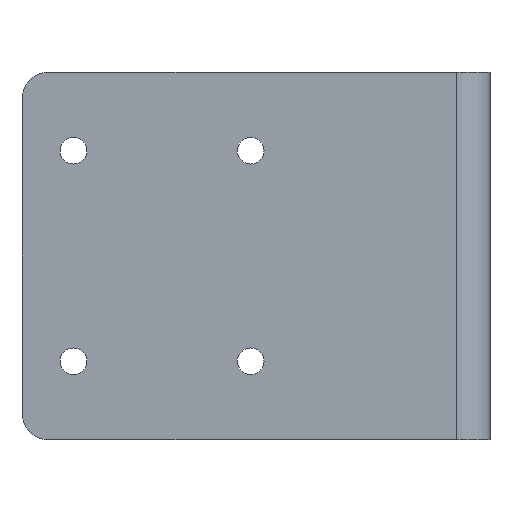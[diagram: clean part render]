
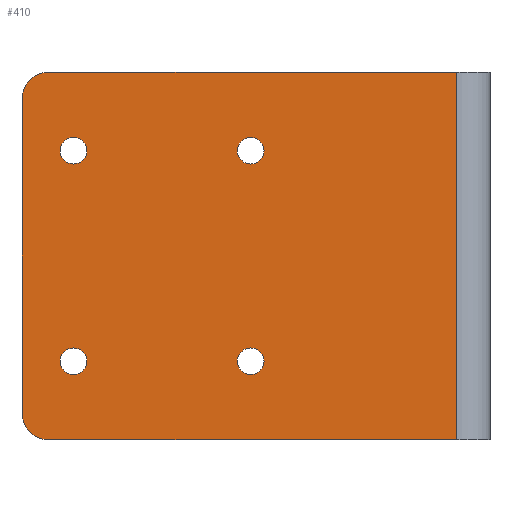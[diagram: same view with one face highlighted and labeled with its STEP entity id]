
A CAD part, left-side view. The second image highlights one B-rep face of the part: STEP entity #410.
In plain terms, the highlighted planar face has unit normal (-1, 0, 0).
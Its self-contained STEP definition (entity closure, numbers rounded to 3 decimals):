
#38=CIRCLE('',#450,2.);
#39=CIRCLE('',#451,2.);
#40=CIRCLE('',#452,2.);
#41=CIRCLE('',#453,2.);
#42=CIRCLE('',#454,4.);
#43=CIRCLE('',#455,4.);
#86=ORIENTED_EDGE('',*,*,#190,.T.);
#87=ORIENTED_EDGE('',*,*,#191,.T.);
#88=ORIENTED_EDGE('',*,*,#192,.T.);
#89=ORIENTED_EDGE('',*,*,#193,.T.);
#90=ORIENTED_EDGE('',*,*,#175,.F.);
#91=ORIENTED_EDGE('',*,*,#194,.F.);
#92=ORIENTED_EDGE('',*,*,#166,.T.);
#93=ORIENTED_EDGE('',*,*,#195,.F.);
#94=ORIENTED_EDGE('',*,*,#182,.T.);
#95=ORIENTED_EDGE('',*,*,#196,.F.);
#166=EDGE_CURVE('',#218,#219,#258,.T.);
#175=EDGE_CURVE('',#227,#228,#267,.T.);
#182=EDGE_CURVE('',#234,#235,#272,.T.);
#190=EDGE_CURVE('',#242,#242,#38,.T.);
#191=EDGE_CURVE('',#243,#243,#39,.T.);
#192=EDGE_CURVE('',#244,#244,#40,.T.);
#193=EDGE_CURVE('',#245,#245,#41,.T.);
#194=EDGE_CURVE('',#218,#227,#42,.T.);
#195=EDGE_CURVE('',#234,#219,#43,.T.);
#196=EDGE_CURVE('',#228,#235,#278,.T.);
#218=VERTEX_POINT('',#620);
#219=VERTEX_POINT('',#621);
#227=VERTEX_POINT('',#639);
#228=VERTEX_POINT('',#641);
#234=VERTEX_POINT('',#655);
#235=VERTEX_POINT('',#656);
#242=VERTEX_POINT('',#672);
#243=VERTEX_POINT('',#674);
#244=VERTEX_POINT('',#676);
#245=VERTEX_POINT('',#678);
#258=LINE('',#619,#282);
#267=LINE('',#640,#291);
#272=LINE('',#654,#296);
#278=LINE('',#681,#302);
#282=VECTOR('',#495,1000.);
#291=VECTOR('',#508,1000.);
#296=VECTOR('',#519,1000.);
#302=VECTOR('',#543,1000.);
#310=EDGE_LOOP('',(#86));
#311=EDGE_LOOP('',(#87));
#312=EDGE_LOOP('',(#88));
#313=EDGE_LOOP('',(#89));
#314=EDGE_LOOP('',(#90,#91,#92,#93,#94,#95));
#356=FACE_BOUND('',#310,.T.);
#357=FACE_BOUND('',#311,.T.);
#358=FACE_BOUND('',#312,.T.);
#359=FACE_BOUND('',#313,.T.);
#360=FACE_BOUND('',#314,.T.);
#402=PLANE('',#449);
#410=ADVANCED_FACE('',(#356,#357,#358,#359,#360),#402,.F.);
#449=AXIS2_PLACEMENT_3D('',#670,#529,#530);
#450=AXIS2_PLACEMENT_3D('',#671,#531,#532);
#451=AXIS2_PLACEMENT_3D('',#673,#533,#534);
#452=AXIS2_PLACEMENT_3D('',#675,#535,#536);
#453=AXIS2_PLACEMENT_3D('',#677,#537,#538);
#454=AXIS2_PLACEMENT_3D('',#679,#539,#540);
#455=AXIS2_PLACEMENT_3D('',#680,#541,#542);
#495=DIRECTION('',(0.,0.,-1.));
#508=DIRECTION('',(0.,-1.,0.));
#519=DIRECTION('',(0.,-1.,0.));
#529=DIRECTION('',(1.,0.,0.));
#530=DIRECTION('',(0.,0.,-1.));
#531=DIRECTION('',(1.,0.,0.));
#532=DIRECTION('',(0.,0.,-1.));
#533=DIRECTION('',(1.,0.,0.));
#534=DIRECTION('',(0.,0.,-1.));
#535=DIRECTION('',(1.,0.,0.));
#536=DIRECTION('',(0.,0.,-1.));
#537=DIRECTION('',(1.,0.,0.));
#538=DIRECTION('',(0.,0.,-1.));
#539=DIRECTION('',(1.,0.,0.));
#540=DIRECTION('',(0.,0.,-1.));
#541=DIRECTION('',(1.,0.,0.));
#542=DIRECTION('',(0.,0.,-1.));
#543=DIRECTION('',(0.,0.,-1.));
#619=CARTESIAN_POINT('',(0.,70.,27.5));
#620=CARTESIAN_POINT('',(0.,70.,23.5));
#621=CARTESIAN_POINT('',(0.,70.,-23.5));
#639=CARTESIAN_POINT('',(0.,66.,27.5));
#640=CARTESIAN_POINT('',(0.,70.,27.5));
#641=CARTESIAN_POINT('',(0.,5.,27.5));
#654=CARTESIAN_POINT('',(0.,70.,-27.5));
#655=CARTESIAN_POINT('',(0.,66.,-27.5));
#656=CARTESIAN_POINT('',(0.,5.,-27.5));
#670=CARTESIAN_POINT('',(0.,70.,27.5));
#671=CARTESIAN_POINT('',(0.,35.8,15.75));
#672=CARTESIAN_POINT('',(0.,35.8,13.75));
#673=CARTESIAN_POINT('',(0.,35.8,-15.75));
#674=CARTESIAN_POINT('',(0.,35.8,-17.75));
#675=CARTESIAN_POINT('',(0.,62.3,15.75));
#676=CARTESIAN_POINT('',(0.,62.3,13.75));
#677=CARTESIAN_POINT('',(0.,62.3,-15.75));
#678=CARTESIAN_POINT('',(0.,62.3,-17.75));
#679=CARTESIAN_POINT('',(0.,66.,23.5));
#680=CARTESIAN_POINT('',(0.,66.,-23.5));
#681=CARTESIAN_POINT('',(0.,5.,27.5));
